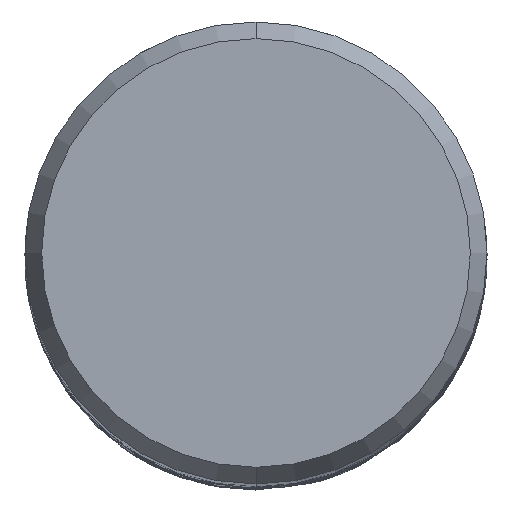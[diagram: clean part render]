
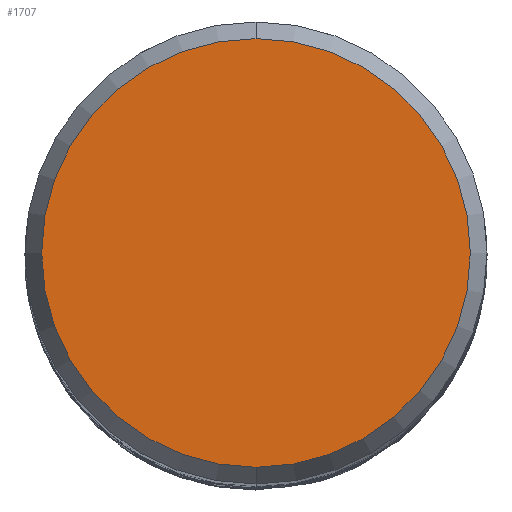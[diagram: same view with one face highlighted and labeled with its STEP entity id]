
A CAD part, top view. The second image highlights one B-rep face of the part: STEP entity #1707.
In plain terms, the highlighted planar face has unit normal (0, 0, 1).
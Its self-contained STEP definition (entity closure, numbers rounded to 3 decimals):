
#1581=EDGE_CURVE('',#3303,#1653,#4114,.T.);
#1653=VERTEX_POINT('',#4190);
#1707=ADVANCED_FACE('',(#4247),#4248,.T.);
#3303=VERTEX_POINT('',#5980);
#3751=EDGE_CURVE('',#1653,#3303,#6463,.T.);
#4114=CIRCLE('',#11685,7.423);
#4190=CARTESIAN_POINT('',(0.0,7.423,0.0));
#4247=FACE_OUTER_BOUND('',#12459,.T.);
#4248=PLANE('',#12460);
#5980=CARTESIAN_POINT('',(0.,-7.423,0.0));
#6463=CIRCLE('',#41085,7.423);
#11685=AXIS2_PLACEMENT_3D('',#41553,#41554,#41555);
#12459=EDGE_LOOP('',(#41678,#41679));
#12460=AXIS2_PLACEMENT_3D('',#41680,#41681,#41682);
#41085=AXIS2_PLACEMENT_3D('',#43928,#43929,#43930);
#41553=CARTESIAN_POINT('',(0.0,0.0,0.0));
#41554=DIRECTION('',(0.0,0.0,-1.0));
#41555=DIRECTION('',(0.0,1.0,0.0));
#41678=ORIENTED_EDGE('',*,*,#3751,.F.);
#41679=ORIENTED_EDGE('',*,*,#1581,.F.);
#41680=CARTESIAN_POINT('',(0.0,3.711,0.0));
#41681=DIRECTION('',(-0.0,0.0,1.0));
#41682=DIRECTION('',(0.0,-1.0,0.0));
#43928=CARTESIAN_POINT('',(0.0,0.0,0.0));
#43929=DIRECTION('',(0.0,0.0,-1.0));
#43930=DIRECTION('',(0.0,1.0,0.0));
